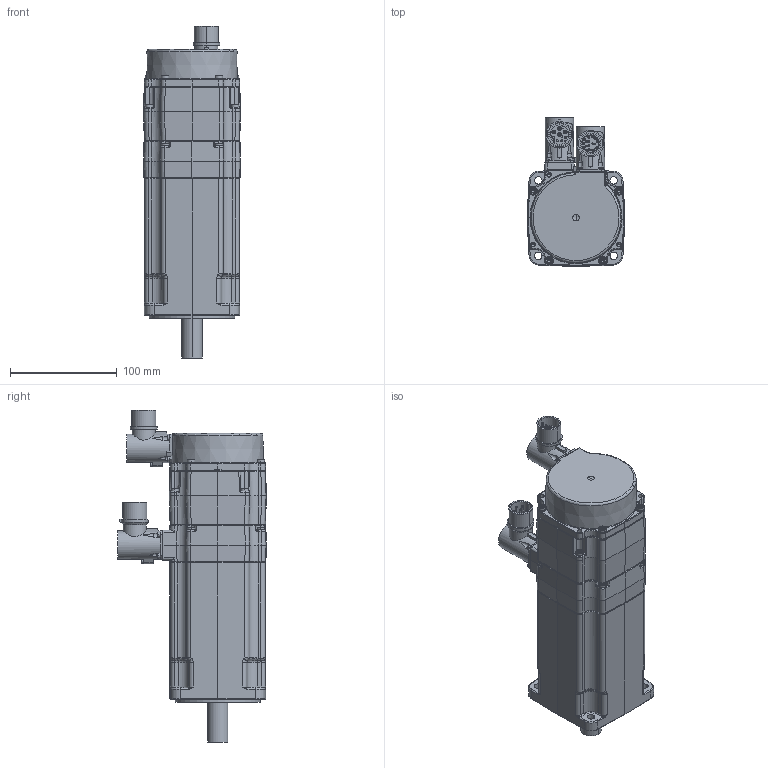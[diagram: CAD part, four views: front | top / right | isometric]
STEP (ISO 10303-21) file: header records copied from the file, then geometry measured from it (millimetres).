
FILE_DESCRIPTION((''),'2;1');
FILE_NAME('NX430EAR7300_SW0001','2004-06-24T',('pr1'),(''),'PRO/ENGINEER BY PARAMETRIC TECHNOLOGY CORPORATION, 2001500','PRO/ENGINEER BY PARAMETRIC TECHNOLOGY CORPORATION, 2001500','');
FILE_SCHEMA(('CONFIG_CONTROL_DESIGN'));
Products named in the file (1): NX430EAR7300_SW0001
Bounding box: 91 x 139.5 x 311.5 mm (x, y, z)
Volume: 1781659.6 mm3; surface area: 125839.1 mm2
Topology: 1 solids, 1 shells, 2450 faces, 6178 edges, 3803 vertices
Faces by surface type: plane 1187, cylinder 598, cone 285, bspline 256, torus 108, sphere 16
Entity records: 97556 total; most frequent: CARTESIAN_POINT 41474, ORIENTED_EDGE 12268, DIRECTION 10650, EDGE_CURVE 6134, VERTEX_POINT 3803, VECTOR 3720, LINE 3720, AXIS2_PLACEMENT_3D 3465
